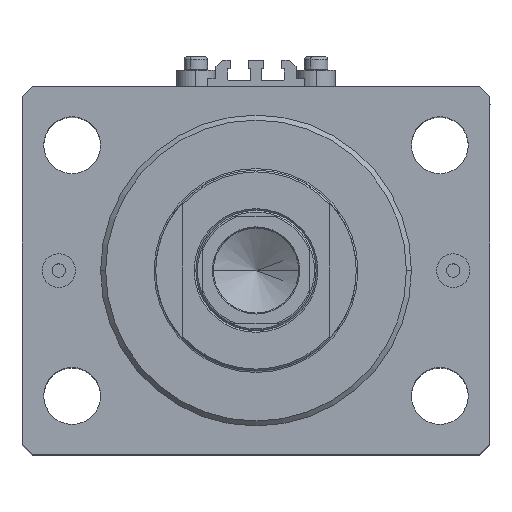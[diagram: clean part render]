
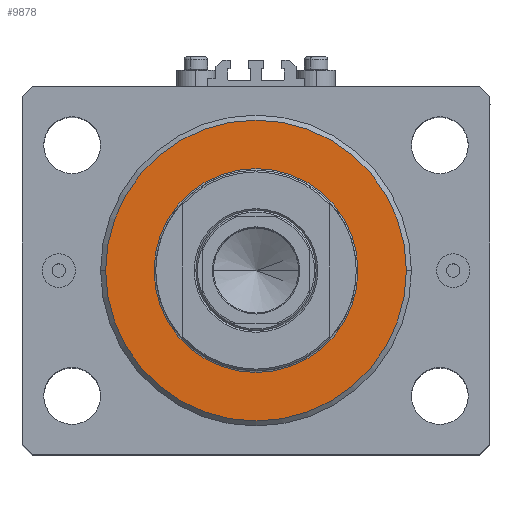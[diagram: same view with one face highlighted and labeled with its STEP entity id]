
A CAD part, top view. The second image highlights one B-rep face of the part: STEP entity #9878.
In plain terms, the highlighted face is planar.
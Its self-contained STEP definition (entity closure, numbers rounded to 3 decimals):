
#3598 = FACE_OUTER_BOUND ( 'NONE', #16532, .T. ) ;
#4447 = DIRECTION ( 'NONE',  ( 1., 0., 0. ) ) ;
#5105 = CARTESIAN_POINT ( 'NONE',  ( 45., 0., 0. ) ) ;
#6018 = CIRCLE ( 'NONE', #32626, 30.5 ) ;
#7065 = VERTEX_POINT ( 'NONE', #5105 ) ;
#7397 = DIRECTION ( 'NONE',  ( 1., 0., 0. ) ) ;
#9345 = CIRCLE ( 'NONE', #24579, 30.5 ) ;
#9878 = ADVANCED_FACE ( 'NONE', ( #10716, #3598 ), #11429, .F. ) ;
#10716 = FACE_BOUND ( 'NONE', #42953, .T. ) ;
#11178 = ORIENTED_EDGE ( 'NONE', *, *, #42022, .T. ) ;
#11429 = PLANE ( 'NONE',  #15619 ) ;
#11804 = DIRECTION ( 'NONE',  ( 0., 0., -1. ) ) ;
#12412 = DIRECTION ( 'NONE',  ( 1., 0., 0. ) ) ;
#12650 = CARTESIAN_POINT ( 'NONE',  ( 0., 0., 0. ) ) ;
#13085 = EDGE_CURVE ( 'NONE', #21036, #7065, #17339, .T. ) ;
#14446 = EDGE_CURVE ( 'NONE', #27936, #42761, #6018, .T. ) ;
#15619 = AXIS2_PLACEMENT_3D ( 'NONE', #39775, #25952, #7397 ) ;
#16532 = EDGE_LOOP ( 'NONE', ( #11178, #21400 ) ) ;
#17339 = CIRCLE ( 'NONE', #18091, 45. ) ;
#18091 = AXIS2_PLACEMENT_3D ( 'NONE', #39663, #32991, #28478 ) ;
#19018 = ORIENTED_EDGE ( 'NONE', *, *, #28915, .T. ) ;
#19511 = AXIS2_PLACEMENT_3D ( 'NONE', #29671, #11804, #4447 ) ;
#20979 = DIRECTION ( 'NONE',  ( 0., 0., 1. ) ) ;
#21036 = VERTEX_POINT ( 'NONE', #31426 ) ;
#21400 = ORIENTED_EDGE ( 'NONE', *, *, #13085, .T. ) ;
#21416 = DIRECTION ( 'NONE',  ( 0., 0., 1. ) ) ;
#23587 = DIRECTION ( 'NONE',  ( 1., 0., 0. ) ) ;
#24579 = AXIS2_PLACEMENT_3D ( 'NONE', #27626, #20979, #23587 ) ;
#25952 = DIRECTION ( 'NONE',  ( 0., 0., 1. ) ) ;
#26378 = CIRCLE ( 'NONE', #19511, 45. ) ;
#27427 = CARTESIAN_POINT ( 'NONE',  ( 30.5, 0., 0. ) ) ;
#27626 = CARTESIAN_POINT ( 'NONE',  ( 0., 0., 0. ) ) ;
#27936 = VERTEX_POINT ( 'NONE', #27427 ) ;
#28478 = DIRECTION ( 'NONE',  ( 1., 0., 0. ) ) ;
#28915 = EDGE_CURVE ( 'NONE', #42761, #27936, #9345, .T. ) ;
#29671 = CARTESIAN_POINT ( 'NONE',  ( 0., 0., 0. ) ) ;
#31426 = CARTESIAN_POINT ( 'NONE',  ( -45., 0., 0. ) ) ;
#32626 = AXIS2_PLACEMENT_3D ( 'NONE', #12650, #21416, #12412 ) ;
#32991 = DIRECTION ( 'NONE',  ( 0., 0., -1. ) ) ;
#36874 = ORIENTED_EDGE ( 'NONE', *, *, #14446, .T. ) ;
#39663 = CARTESIAN_POINT ( 'NONE',  ( 0., 0., 0. ) ) ;
#39775 = CARTESIAN_POINT ( 'NONE',  ( 0., 0., 0. ) ) ;
#42022 = EDGE_CURVE ( 'NONE', #7065, #21036, #26378, .T. ) ;
#42761 = VERTEX_POINT ( 'NONE', #43520 ) ;
#42953 = EDGE_LOOP ( 'NONE', ( #36874, #19018 ) ) ;
#43520 = CARTESIAN_POINT ( 'NONE',  ( -30.5, 0., 0. ) ) ;
